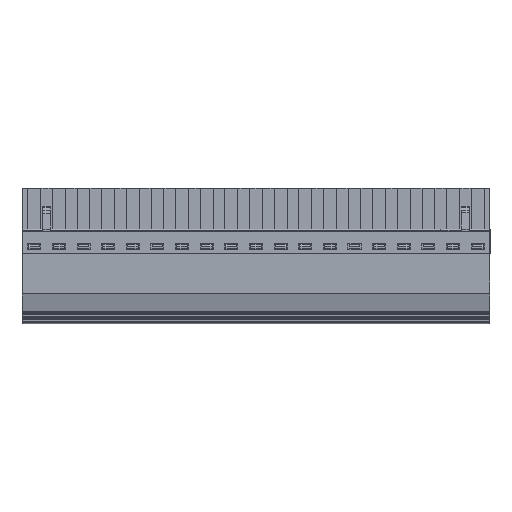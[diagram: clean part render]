
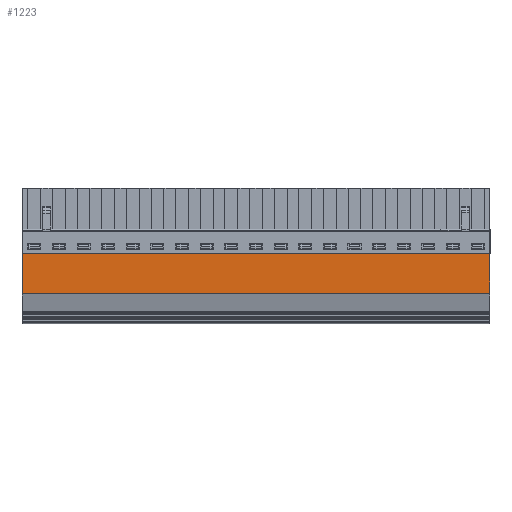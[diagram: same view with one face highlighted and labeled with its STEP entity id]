
A CAD part, front view. The second image highlights one B-rep face of the part: STEP entity #1223.
In plain terms, the highlighted planar face has unit normal (0, -1, 0).
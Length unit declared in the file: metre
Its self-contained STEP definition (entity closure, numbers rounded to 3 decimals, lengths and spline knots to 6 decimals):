
#1223=ADVANCED_FACE('',(#3497),#3498,.T.);
#3497=FACE_OUTER_BOUND('',#7091,.T.);
#3498=PLANE('',#7092);
#7091=EDGE_LOOP('',(#10919,#10920,#10921,#10922,#10923,#10924,#10925,#10926,#10927,#10928));
#7092=AXIS2_PLACEMENT_3D('',#10929,#10930,#10931);
#10919=ORIENTED_EDGE('',*,*,#20111,.T.);
#10920=ORIENTED_EDGE('',*,*,#20148,.T.);
#10921=ORIENTED_EDGE('',*,*,#20149,.F.);
#10922=ORIENTED_EDGE('',*,*,#20150,.T.);
#10923=ORIENTED_EDGE('',*,*,#20151,.T.);
#10924=ORIENTED_EDGE('',*,*,#20152,.T.);
#10925=ORIENTED_EDGE('',*,*,#20153,.F.);
#10926=ORIENTED_EDGE('',*,*,#20004,.F.);
#10927=ORIENTED_EDGE('',*,*,#19999,.T.);
#10928=ORIENTED_EDGE('',*,*,#20154,.T.);
#10929=CARTESIAN_POINT('',(-0.02695,-0.035437,-0.075199));
#10930=DIRECTION('',(0.,-1.0,0.));
#10931=DIRECTION('',(0.,0.,1.0));
#19999=EDGE_CURVE('',#23656,#23654,#23657,.T.);
#20004=EDGE_CURVE('',#23656,#23663,#23664,.T.);
#20111=EDGE_CURVE('',#23828,#23826,#23829,.T.);
#20148=EDGE_CURVE('',#23826,#23886,#23887,.T.);
#20149=EDGE_CURVE('',#23888,#23886,#23889,.T.);
#20150=EDGE_CURVE('',#23888,#23890,#23891,.T.);
#20151=EDGE_CURVE('',#23890,#23892,#23893,.T.);
#20152=EDGE_CURVE('',#23892,#23894,#23895,.T.);
#20153=EDGE_CURVE('',#23663,#23894,#23896,.T.);
#20154=EDGE_CURVE('',#23654,#23828,#23897,.T.);
#23654=VERTEX_POINT('',#29016);
#23656=VERTEX_POINT('',#29019);
#23657=LINE('',#29020,#29021);
#23663=VERTEX_POINT('',#29030);
#23664=LINE('',#29031,#29032);
#23826=VERTEX_POINT('',#29253);
#23828=VERTEX_POINT('',#29256);
#23829=LINE('',#29257,#29258);
#23886=VERTEX_POINT('',#29322);
#23887=LINE('',#29323,#29324);
#23888=VERTEX_POINT('',#29325);
#23889=LINE('',#29326,#29327);
#23890=VERTEX_POINT('',#29328);
#23891=LINE('',#29329,#29330);
#23892=VERTEX_POINT('',#29331);
#23893=LINE('',#29332,#29333);
#23894=VERTEX_POINT('',#29334);
#23895=LINE('',#29335,#29336);
#23896=LINE('',#29337,#29338);
#23897=LINE('',#29339,#29340);
#29016=CARTESIAN_POINT('',(-0.02695,-0.035437,-0.064424));
#29019=CARTESIAN_POINT('',(-0.026946,-0.035437,-0.064424));
#29020=CARTESIAN_POINT('',(-0.02695,-0.035437,-0.064424));
#29021=VECTOR('',#36758,1.0);
#29030=CARTESIAN_POINT('',(-0.026946,-0.035437,-0.067526));
#29031=CARTESIAN_POINT('',(-0.026946,-0.035437,-0.075199));
#29032=VECTOR('',#36762,1.0);
#29253=CARTESIAN_POINT('',(0.068052,-0.035437,-0.076626));
#29256=CARTESIAN_POINT('',(-0.02695,-0.035437,-0.076626));
#29257=CARTESIAN_POINT('',(0.037814,-0.035437,-0.076626));
#29258=VECTOR('',#36883,1.0);
#29322=CARTESIAN_POINT('',(0.068052,-0.035437,-0.067526));
#29323=CARTESIAN_POINT('',(0.068052,-0.035437,-0.075199));
#29324=VECTOR('',#36939,1.0);
#29325=CARTESIAN_POINT('',(0.066947,-0.035437,-0.067526));
#29326=CARTESIAN_POINT('',(-0.01195,-0.035437,-0.067526));
#29327=VECTOR('',#36940,1.0);
#29328=CARTESIAN_POINT('',(0.066947,-0.035437,-0.068613));
#29329=CARTESIAN_POINT('',(0.066947,-0.035437,-0.075199));
#29330=VECTOR('',#36941,1.0);
#29331=CARTESIAN_POINT('',(-0.025847,-0.035437,-0.068613));
#29332=CARTESIAN_POINT('',(-0.02695,-0.035437,-0.068613));
#29333=VECTOR('',#36942,1.0);
#29334=CARTESIAN_POINT('',(-0.025847,-0.035437,-0.067526));
#29335=CARTESIAN_POINT('',(-0.025847,-0.035437,-0.075199));
#29336=VECTOR('',#36943,1.0);
#29337=CARTESIAN_POINT('',(-0.02695,-0.035437,-0.067526));
#29338=VECTOR('',#36944,1.0);
#29339=CARTESIAN_POINT('',(-0.02695,-0.035437,-0.075199));
#29340=VECTOR('',#36945,1.0);
#36758=DIRECTION('',(-1.0,0.,0.));
#36762=DIRECTION('',(0.,0.,-1.0));
#36883=DIRECTION('',(1.0,0.,0.));
#36939=DIRECTION('',(0.,0.,1.0));
#36940=DIRECTION('',(1.0,0.,0.));
#36941=DIRECTION('',(0.,0.,-1.0));
#36942=DIRECTION('',(-1.0,0.,0.));
#36943=DIRECTION('',(0.,0.,1.0));
#36944=DIRECTION('',(1.0,0.,0.));
#36945=DIRECTION('',(0.,0.,-1.0));
